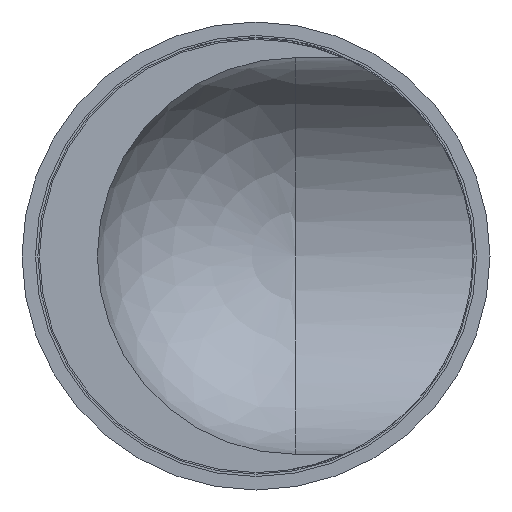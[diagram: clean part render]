
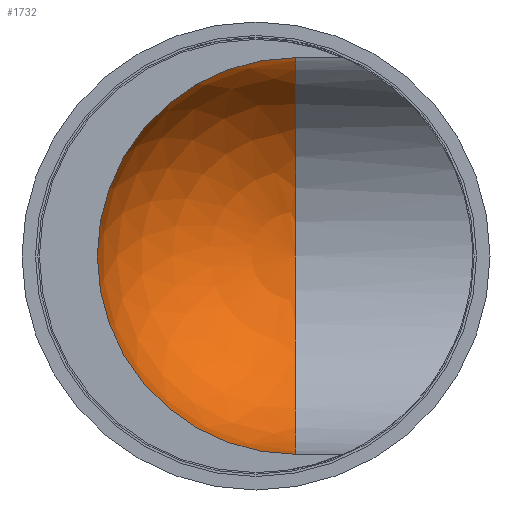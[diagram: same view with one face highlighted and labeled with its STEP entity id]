
A CAD part, front view. The second image highlights one B-rep face of the part: STEP entity #1732.
In plain terms, the highlighted spherical face has radius 2.5 mm.
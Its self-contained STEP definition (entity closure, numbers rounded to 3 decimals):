
#41 = AXIS2_PLACEMENT_3D ( 'NONE', #1415, #651, #114 ) ;
#97 = FACE_OUTER_BOUND ( 'NONE', #2946, .T. ) ;
#114 = DIRECTION ( 'NONE',  ( 1., 0., 0. ) ) ;
#530 = CIRCLE ( 'NONE', #2510, 2.5 ) ;
#545 = AXIS2_PLACEMENT_3D ( 'NONE', #1614, #1870, #3193 ) ;
#622 = CIRCLE ( 'NONE', #545, 2.5 ) ;
#651 = DIRECTION ( 'NONE',  ( 0., -1., 0. ) ) ;
#735 = VERTEX_POINT ( 'NONE', #2664 ) ;
#1070 = DIRECTION ( 'NONE',  ( 0., -1., 0. ) ) ;
#1415 = CARTESIAN_POINT ( 'NONE',  ( 0.5, 5., 0. ) ) ;
#1614 = CARTESIAN_POINT ( 'NONE',  ( 0.5, 5., 0. ) ) ;
#1615 = DIRECTION ( 'NONE',  ( 0., 0., -1. ) ) ;
#1692 = EDGE_CURVE ( 'Defeature ausgef�hrt5_11+Defeature ausgef�hrt5_12+Defeature ausgef�hrt5_15+Defeature ausgef�hrt5_14', #3263, #735, #622, .T. ) ;
#1732 = ADVANCED_FACE ( 'Defeature ausgef�hrt5_12', ( #97 ), #1802, .F. ) ;
#1802 = SPHERICAL_SURFACE ( 'NONE', #41, 2.5 ) ;
#1870 = DIRECTION ( 'NONE',  ( -1., 0., 0. ) ) ;
#2224 = ORIENTED_EDGE ( 'NONE', *, *, #1692, .F. ) ;
#2372 = CARTESIAN_POINT ( 'NONE',  ( 0.5, 5., 2.5 ) ) ;
#2510 = AXIS2_PLACEMENT_3D ( 'NONE', #2902, #1070, #1615 ) ;
#2622 = ORIENTED_EDGE ( 'NONE', *, *, #3216, .T. ) ;
#2664 = CARTESIAN_POINT ( 'NONE',  ( 0.5, 5., -2.5 ) ) ;
#2902 = CARTESIAN_POINT ( 'NONE',  ( 0.5, 5., 0. ) ) ;
#2946 = EDGE_LOOP ( 'NONE', ( #2622, #2224 ) ) ;
#3193 = DIRECTION ( 'NONE',  ( 0., 0., -1. ) ) ;
#3216 = EDGE_CURVE ( 'Defeature ausgef�hrt5_12+Defeature ausgef�hrt5_13+Defeature ausgef�hrt5_11+Defeature ausgef�hrt5_11', #3263, #735, #530, .T. ) ;
#3263 = VERTEX_POINT ( 'NONE', #2372 ) ;
